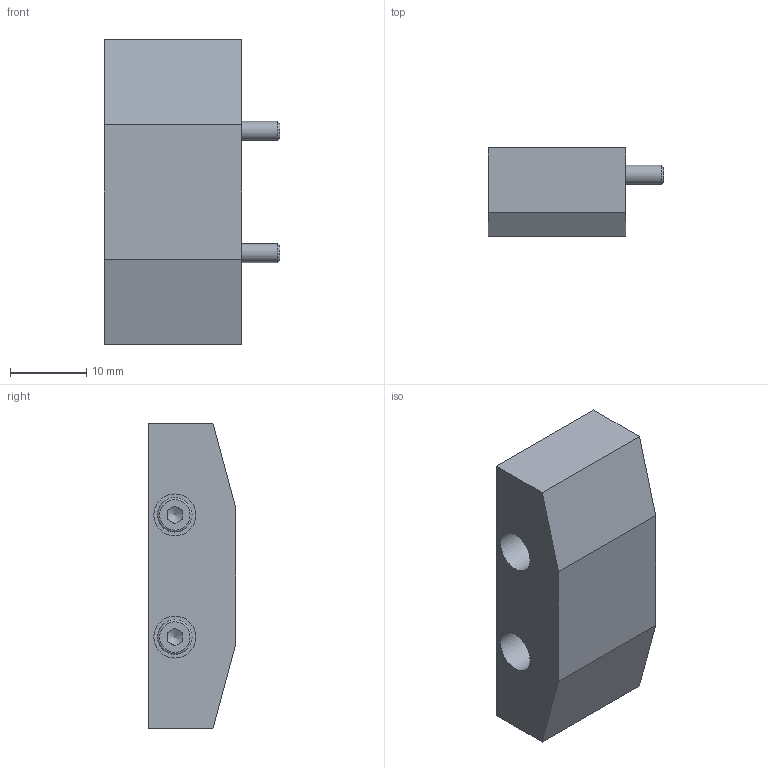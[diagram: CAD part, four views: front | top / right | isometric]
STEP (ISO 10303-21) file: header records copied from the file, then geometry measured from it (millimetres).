
FILE_DESCRIPTION(/* description */ (''),/* implementation_level */ '2;1');
FILE_NAME(/* name */ 'CAD_43243.stp',/* time_stamp */ '2016-03-19T11:15:36+01:00',/* author */ ('Hypex'),/* organization */ ('Hypex'),/* preprocessor_version */ 'ST-DEVELOPER v16.1',/* originating_system */ 'Autodesk Inventor 2016',/* authorisation */ '');
FILE_SCHEMA (('AUTOMOTIVE_DESIGN { 1 0 10303 214 3 1 1 }'));
Length unit declared in the file: millimetre
Products named in the file (1): CAD_43243
Bounding box: 23 x 11.5 x 40 mm (x, y, z)
Volume: 7433.6 mm3; surface area: 3381.1 mm2
Topology: 1 solids, 1 shells, 44 faces, 94 edges, 60 vertices
Faces by surface type: plane 28, cylinder 8, torus 4, cone 4
Full cylindrical faces by diameter (mm): 2.5 x2, 2.8 x2, 4.5 x2, 5.5 x2
Entity records: 1141 total; most frequent: CARTESIAN_POINT 203, DIRECTION 176, ORIENTED_EDGE 152, EDGE_CURVE 76, EDGE_LOOP 68, AXIS2_PLACEMENT_3D 67, VERTEX_POINT 58, STYLED_ITEM 45
